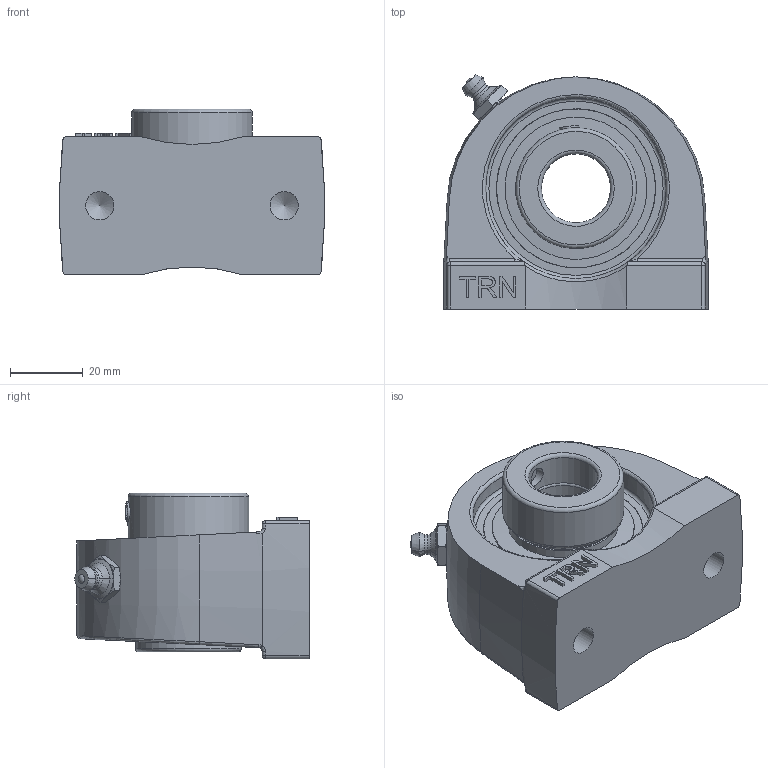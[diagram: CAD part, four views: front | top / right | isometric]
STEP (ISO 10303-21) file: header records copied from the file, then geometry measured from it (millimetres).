
FILE_DESCRIPTION(/* description */ ('Alibre Inc.'),/* implementation_level */ '2;1');
FILE_NAME(/* name */ 'export0',/* time_stamp */ '2015-11-25T12:16:12-08:00',/* author */ (''),/* organization */ (''),/* preprocessor_version */ 'ST-DEVELOPER v12',/* originating_system */ 'Alibre',/* authorisation */ '');
FILE_SCHEMA (('AUTOMOTIVE_DESIGN'));
Products named in the file (8): 3
Bounding box: 72.85 x 64.6 x 45.59 mm (x, y, z)
Volume: 100591.6 mm3; surface area: 36822.2 mm2
Topology: 8 solids, 8 shells, 237 faces, 577 edges, 356 vertices
Faces by surface type: plane 84, cylinder 53, bspline 38, cone 32, torus 18, sphere 12
Full cylindrical faces by diameter (mm): 1.505 x2, 5.359 x2, 5.36 x1, 6 x2, 7.798 x2, 19.05 x2, 25.908 x2, 29.21 x3, 30.226 x2, 33.3 x1, 37.21 x1, 39.2 x2, 49.784 x2
Entity records: 10032 total; most frequent: CARTESIAN_POINT 5133, ORIENTED_EDGE 998, DIRECTION 812, EDGE_CURVE 499, AXIS2_PLACEMENT_3D 355, VERTEX_POINT 332, FACE_BOUND 297, EDGE_LOOP 294
